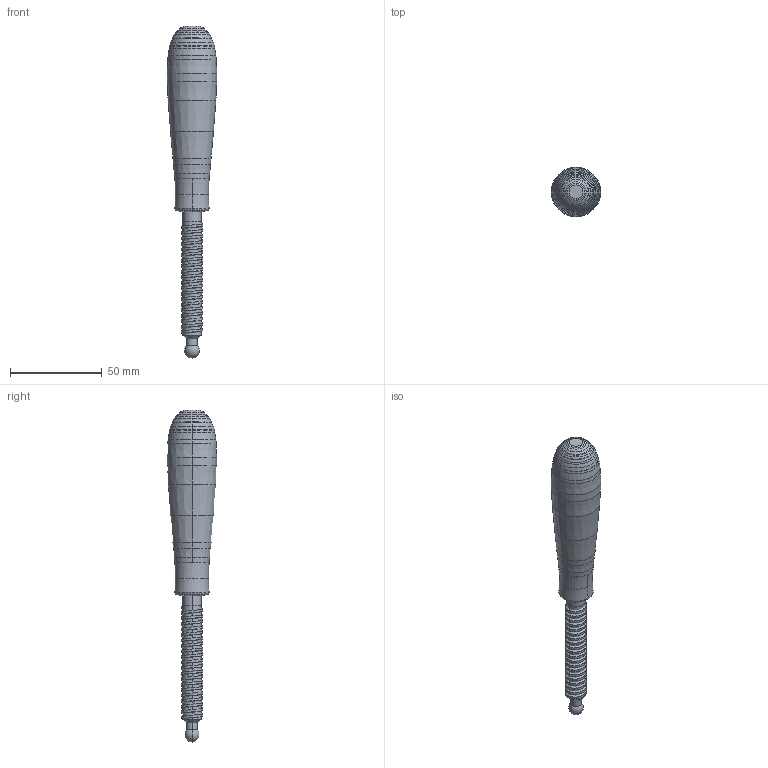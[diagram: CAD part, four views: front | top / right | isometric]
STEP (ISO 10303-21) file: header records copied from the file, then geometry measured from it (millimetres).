
FILE_DESCRIPTION(('STEP AP214'),'1');
FILE_NAME('160634.3.STP','2011-10-25T12:33:30',(' '),(' '),'Spatial InterOp 3D',' ',' ');
FILE_SCHEMA(('automotive_design'));
Length unit declared in the file: millimetre
Products named in the file (37): Quader; gerades Prisma; Zylinder; Helix; Rotationskörper; 1; 2
Bounding box: 26.96 x 26.96 x 180.69 mm (x, y, z)
Volume: 49374.7 mm3; surface area: 23831.6 mm2
Topology: 37 solids, 37 shells, 231 faces, 411 edges, 254 vertices
Faces by surface type: plane 144, cone 56, cylinder 12, torus 12, bspline 4, sphere 3
Entity records: 15077 total; most frequent: CARTESIAN_POINT 7823, DIRECTION 1052, ORIENTED_EDGE 818, EDGE_CURVE 409, AXIS2_PLACEMENT_3D 383, LINE 286, VECTOR 286, STYLED_ITEM 268
